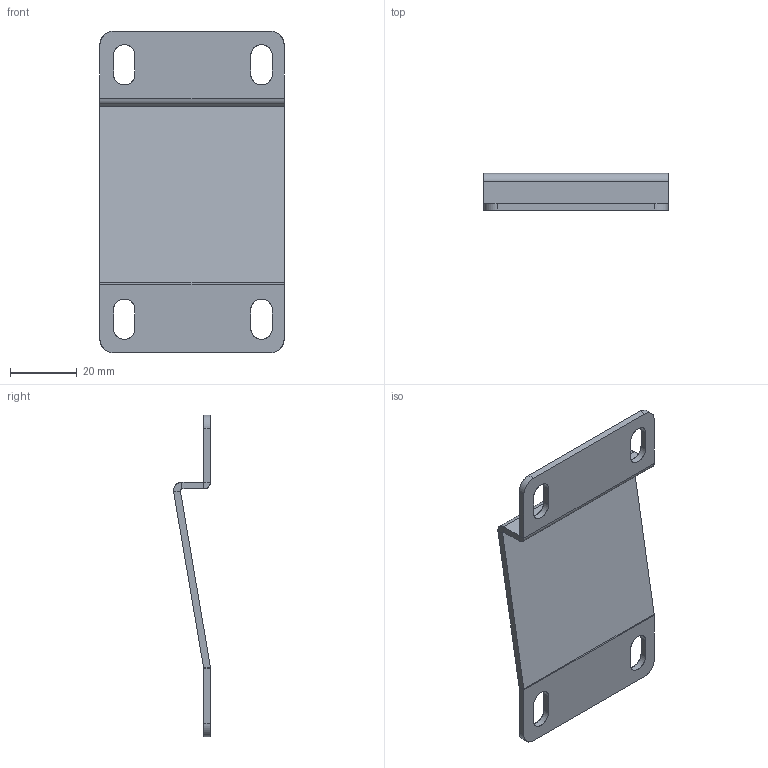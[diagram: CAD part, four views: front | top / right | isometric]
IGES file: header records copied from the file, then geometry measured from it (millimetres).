
Start section: SolidWorks IGES file using analytic representation for surfaces
Global section: file name: C-625-ST-7.IGS; native system: SolidWorks 2006 by SolidWorks Corporation; preprocessor: SolidWorks 2006 by SolidWorks Corporation; author: 3sw; date: 060608.135629; units: millimetre
Bounding box: 55 x 11 x 96 mm (x, y, z)
Surface area: 11819.6 mm2 (no closed solid volume)
Topology: 0 solids, 0 shells, 52 faces, 574 edges, 574 vertices
Faces by surface type: bspline 32, revolution 20
